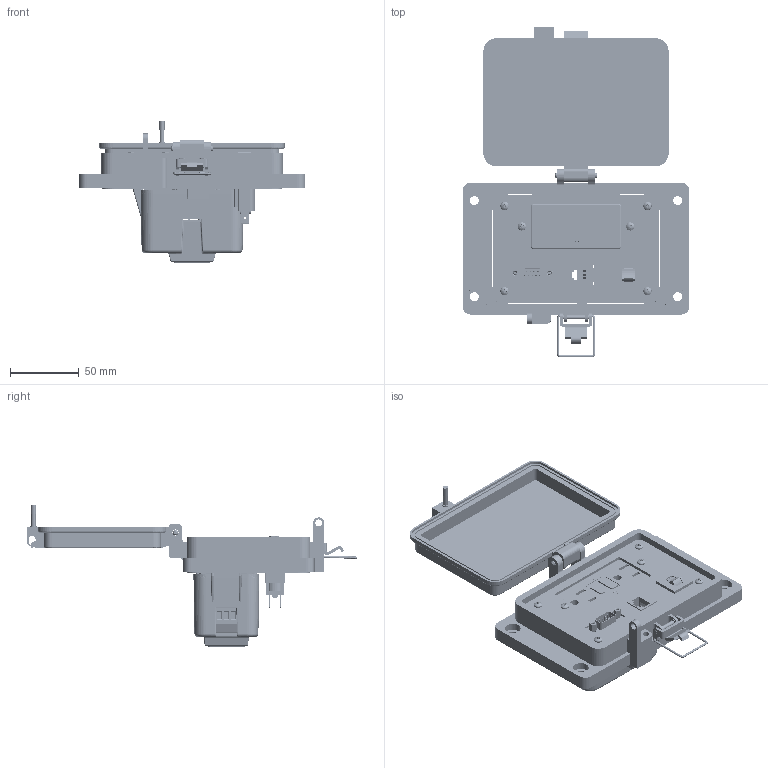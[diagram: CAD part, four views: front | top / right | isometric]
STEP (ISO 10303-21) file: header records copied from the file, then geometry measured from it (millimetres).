
FILE_DESCRIPTION (( 'STEP AP203' ), '1' );
FILE_NAME ('P-Q9R2-M3RF3_3D.STEP', '2021-12-10T14:59:29', ( '' ), ( '' ), 'SwSTEP 2.0', 'SolidWorks 2019', '' );
FILE_SCHEMA (( 'CONFIG_CONTROL_DESIGN' ));
Length unit declared in the file: millimetre
Products named in the file (18): P-Q9R2-M3RF3_FP; 90272A106_ZINC-PLTD STL PAN HEAD PHILLIPS MACHINE SCREW_90272A106; RF_WOE; Z-300-RJ45CAT5; P-Q9R2-M3RF3_3D; Z-BULK-DB9MF; Z-200-OTLT-RIOF-15A_WOE; P-Q9R2-M3RF3_TP; Q7; Z-CB-SM; Z-H-M3_B; R2; CBX; 92005A124_METRIC PAN HEAD PHILLIPS MACHINE SCREW_92005A124; Z-120-RIOF-SHELL_WOE; P-Q9R2-M3RF3_BP; Z-001-SPR3_16HX; Z-200-OTLT-GFIH-15A_sheared
Assembly tree (28 placements, depth 4):
  P-Q9R2-M3RF3_3D
    P-Q9R2-M3RF3_BP
    P-Q9R2-M3RF3_TP
    90272A106_ZINC-PLTD STL PAN HEAD PHILLIPS MACHINE SCREW_90272A106  x6
    Q7
      Z-BULK-DB9MF
      Z-001-SPR3_16HX  x2
    P-Q9R2-M3RF3_FP
    R2
      Z-300-RJ45CAT5
    CBX
      Z-CB-SM
    RF_WOE
      Z-200-OTLT-RIOF-15A_WOE
        Z-120-RIOF-SHELL_WOE
        Z-200-OTLT-GFIH-15A_sheared
    92005A124_METRIC PAN HEAD PHILLIPS MACHINE SCREW_92005A124  x6
    Z-H-M3_B
Bounding box: 164.96 x 240.59 x 103.95 mm (x, y, z)
Volume: 379142.6 mm3; surface area: 230435.3 mm2
Topology: 51 solids, 57 shells, 7031 faces, 18546 edges, 11833 vertices
Faces by surface type: cylinder 2637, plane 2611, bspline 1366, cone 242, torus 101, sphere 74
Entity records: 233469 total; most frequent: CARTESIAN_POINT 107412, ORIENTED_EDGE 28708, DIRECTION 21051, EDGE_CURVE 14354, VERTEX_POINT 9079, VECTOR 8271, LINE 8271, AXIS2_PLACEMENT_3D 6390
